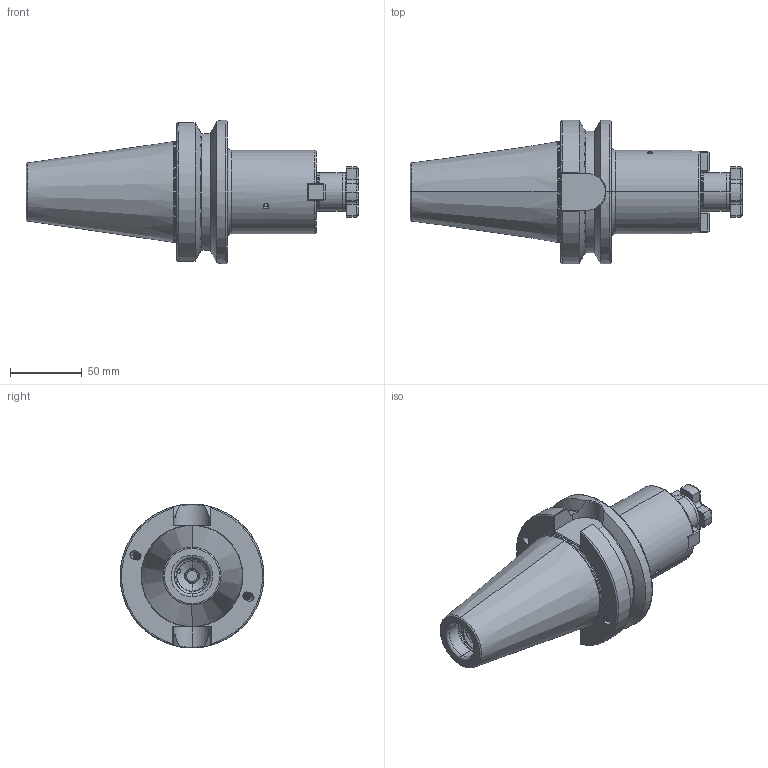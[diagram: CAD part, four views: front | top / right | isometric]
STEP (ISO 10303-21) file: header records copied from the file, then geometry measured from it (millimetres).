
FILE_DESCRIPTION (( 'STEP AP203' ), '1' );
FILE_NAME ('506.11.27.1.STEP', '2016-11-26T02:39:10', ( '' ), ( '' ), 'SwSTEP 2.0', 'SolidWorks 2012', '' );
FILE_SCHEMA (( 'CONFIG_CONTROL_DESIGN' ));
Length unit declared in the file: millimetre
Products named in the file (5): 506.11.27.1; 102.11.27_M4xP0.7-16L; 面銑刀墊塊27; 十字螺絲FMB27
Assembly tree (6 placements, depth 2):
  506.11.27.1
    506.11.27.1
    十字螺絲FMB27
    面銑刀墊塊27  x2
    102.11.27_M4xP0.7-16L  x2
Bounding box: 230.8 x 100 x 100 mm (x, y, z)
Volume: 606844.9 mm3; surface area: 83360.9 mm2
Topology: 6 solids, 6 shells, 599 faces, 1567 edges, 984 vertices
Faces by surface type: cylinder 306, plane 150, torus 56, cone 52, bspline 35
Entity records: 32882 total; most frequent: CARTESIAN_POINT 21571, ORIENTED_EDGE 2580, DIRECTION 1962, EDGE_CURVE 1290, VERTEX_POINT 816, AXIS2_PLACEMENT_3D 744, EDGE_LOOP 508, FACE_OUTER_BOUND 487
